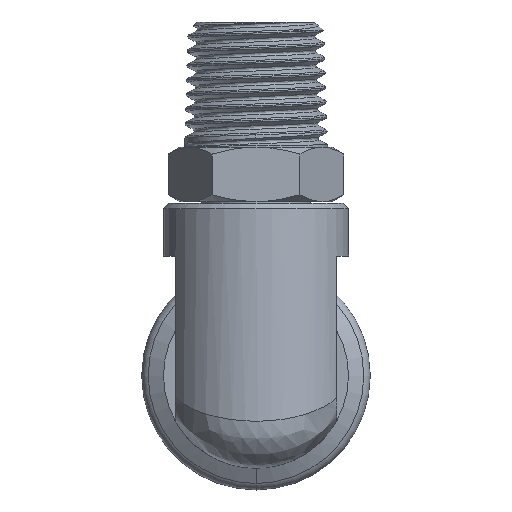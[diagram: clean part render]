
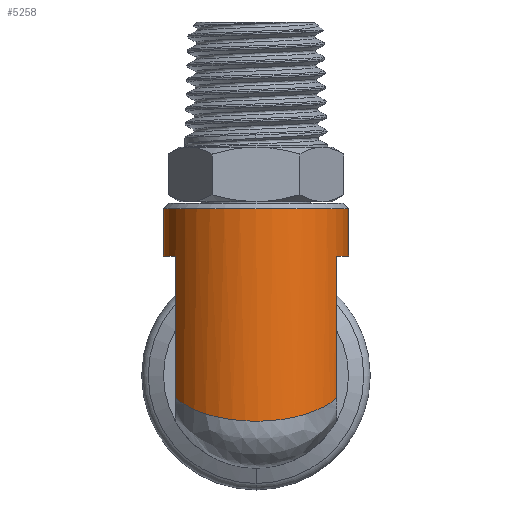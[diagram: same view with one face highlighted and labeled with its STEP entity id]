
A CAD part, front view. The second image highlights one B-rep face of the part: STEP entity #5258.
In plain terms, the highlighted cylindrical face has radius 8.5 mm (diameter 17 mm), a partial arc.
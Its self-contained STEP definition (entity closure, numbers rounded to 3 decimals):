
#1099 = VECTOR ( 'NONE', #28010, 1000. ) ;
#1779 = VERTEX_POINT ( 'NONE', #31334 ) ;
#2535 = VERTEX_POINT ( 'NONE', #8338 ) ;
#3253 = VERTEX_POINT ( 'NONE', #4572 ) ;
#3254 = EDGE_CURVE ( 'NONE', #7662, #3253, #17343, .T. ) ;
#3315 = AXIS2_PLACEMENT_3D ( 'NONE', #5235, #23625, #7890 ) ;
#3408 = VERTEX_POINT ( 'NONE', #21048 ) ;
#4196 = LINE ( 'NONE', #9468, #11188 ) ;
#4210 = ORIENTED_EDGE ( 'NONE', *, *, #21927, .T. ) ;
#4572 = CARTESIAN_POINT ( 'NONE',  ( -7.401, -18.48, -2.056 ) ) ;
#4738 = AXIS2_PLACEMENT_3D ( 'NONE', #32323, #6161, #16760 ) ;
#5117 = ORIENTED_EDGE ( 'NONE', *, *, #22281, .T. ) ;
#5235 = CARTESIAN_POINT ( 'NONE',  ( 0., -14.3, 11. ) ) ;
#5258 = ADVANCED_FACE ( 'NONE', ( #30221 ), #6799, .T. ) ;
#6161 = DIRECTION ( 'NONE',  ( 0., 0., -1. ) ) ;
#6413 = CARTESIAN_POINT ( 'NONE',  ( -3.731, -24.978, -5.251 ) ) ;
#6677 = AXIS2_PLACEMENT_3D ( 'NONE', #15634, #33917, #18298 ) ;
#6799 = CYLINDRICAL_SURFACE ( 'NONE', #4738, 8.5 ) ;
#7662 = VERTEX_POINT ( 'NONE', #26467 ) ;
#7890 = DIRECTION ( 'NONE',  ( 1., 0., 0. ) ) ;
#8127 = CARTESIAN_POINT ( 'NONE',  ( 0., -14.3, 15.35 ) ) ;
#8338 = CARTESIAN_POINT ( 'NONE',  ( 8.5, -14.3, 11. ) ) ;
#8872 = ORIENTED_EDGE ( 'NONE', *, *, #25030, .T. ) ;
#9055 = CARTESIAN_POINT ( 'NONE',  ( -7.401, -18.48, -2.056 ) ) ;
#9384 = VECTOR ( 'NONE', #18667, 1000. ) ;
#9393 = CARTESIAN_POINT ( 'NONE',  ( 7.401, -18.48, -2.056 ) ) ;
#9468 = CARTESIAN_POINT ( 'NONE',  ( -8.5, -14.3, 11. ) ) ;
#10041 = VERTEX_POINT ( 'NONE', #19734 ) ;
#10326 = VECTOR ( 'NONE', #25615, 1000. ) ;
#10419 = CIRCLE ( 'NONE', #34083, 8.5 ) ;
#10754 = DIRECTION ( 'NONE',  ( 1., 0., 0. ) ) ;
#11188 = VECTOR ( 'NONE', #25208, 1000. ) ;
#11696 = CARTESIAN_POINT ( 'NONE',  ( 7.401, -18.48, -2.056 ) ) ;
#12167 = CIRCLE ( 'NONE', #3315, 8.5 ) ;
#14347 =( BOUNDED_CURVE ( )  B_SPLINE_CURVE ( 3, ( #9055, #6413, #27415, #11696 ),
 .UNSPECIFIED., .F., .T. ) 
 B_SPLINE_CURVE_WITH_KNOTS ( ( 4, 4 ),
 ( 5.227, 7.34 ),
 .UNSPECIFIED. ) 
 CURVE ( )  GEOMETRIC_REPRESENTATION_ITEM ( )  RATIONAL_B_SPLINE_CURVE ( ( 1., 0.661, 0.661, 1. ) ) 
 REPRESENTATION_ITEM ( '' )  );
#15634 = CARTESIAN_POINT ( 'NONE',  ( 0., -14.3, 11. ) ) ;
#15996 = CIRCLE ( 'NONE', #6677, 8.5 ) ;
#16760 = DIRECTION ( 'NONE',  ( -1., 0., 0. ) ) ;
#17112 = VERTEX_POINT ( 'NONE', #24747 ) ;
#17343 = LINE ( 'NONE', #30755, #10326 ) ;
#18298 = DIRECTION ( 'NONE',  ( 1., 0., 0. ) ) ;
#18667 = DIRECTION ( 'NONE',  ( 0., 0., -1. ) ) ;
#18873 = ORIENTED_EDGE ( 'NONE', *, *, #27318, .F. ) ;
#19523 = VERTEX_POINT ( 'NONE', #9393 ) ;
#19734 = CARTESIAN_POINT ( 'NONE',  ( -8.5, -14.3, 15.35 ) ) ;
#20810 = ORIENTED_EDGE ( 'NONE', *, *, #21099, .T. ) ;
#21048 = CARTESIAN_POINT ( 'NONE',  ( 7.401, -18.48, 11. ) ) ;
#21099 = EDGE_CURVE ( 'NONE', #3253, #19523, #14347, .T. ) ;
#21342 = LINE ( 'NONE', #25407, #1099 ) ;
#21927 = EDGE_CURVE ( 'NONE', #17112, #10041, #10419, .T. ) ;
#22281 = EDGE_CURVE ( 'NONE', #10041, #1779, #4196, .T. ) ;
#23625 = DIRECTION ( 'NONE',  ( 0., 0., 1. ) ) ;
#24747 = CARTESIAN_POINT ( 'NONE',  ( 8.5, -14.3, 15.35 ) ) ;
#25030 = EDGE_CURVE ( 'NONE', #1779, #7662, #12167, .T. ) ;
#25208 = DIRECTION ( 'NONE',  ( 0., 0., -1. ) ) ;
#25407 = CARTESIAN_POINT ( 'NONE',  ( 8.5, -14.3, 11. ) ) ;
#25615 = DIRECTION ( 'NONE',  ( 0., 0., -1. ) ) ;
#26467 = CARTESIAN_POINT ( 'NONE',  ( -7.401, -18.48, 11. ) ) ;
#26493 = DIRECTION ( 'NONE',  ( 0., 0., -1. ) ) ;
#27318 = EDGE_CURVE ( 'NONE', #3408, #19523, #30338, .T. ) ;
#27415 = CARTESIAN_POINT ( 'NONE',  ( 3.731, -24.978, -5.251 ) ) ;
#27858 = ORIENTED_EDGE ( 'NONE', *, *, #31282, .T. ) ;
#28010 = DIRECTION ( 'NONE',  ( 0., 0., -1. ) ) ;
#29025 = EDGE_LOOP ( 'NONE', ( #32538, #4210, #5117, #8872, #30244, #20810, #18873, #27858 ) ) ;
#30221 = FACE_OUTER_BOUND ( 'NONE', #29025, .T. ) ;
#30244 = ORIENTED_EDGE ( 'NONE', *, *, #3254, .T. ) ;
#30338 = LINE ( 'NONE', #31691, #9384 ) ;
#30755 = CARTESIAN_POINT ( 'NONE',  ( -7.401, -18.48, 11. ) ) ;
#31282 = EDGE_CURVE ( 'NONE', #3408, #2535, #15996, .T. ) ;
#31334 = CARTESIAN_POINT ( 'NONE',  ( -8.5, -14.3, 11. ) ) ;
#31691 = CARTESIAN_POINT ( 'NONE',  ( 7.401, -18.48, 11. ) ) ;
#32323 = CARTESIAN_POINT ( 'NONE',  ( 0., -14.3, 11. ) ) ;
#32538 = ORIENTED_EDGE ( 'NONE', *, *, #33278, .F. ) ;
#33278 = EDGE_CURVE ( 'NONE', #17112, #2535, #21342, .T. ) ;
#33917 = DIRECTION ( 'NONE',  ( 0., 0., 1. ) ) ;
#34083 = AXIS2_PLACEMENT_3D ( 'NONE', #8127, #26493, #10754 ) ;
